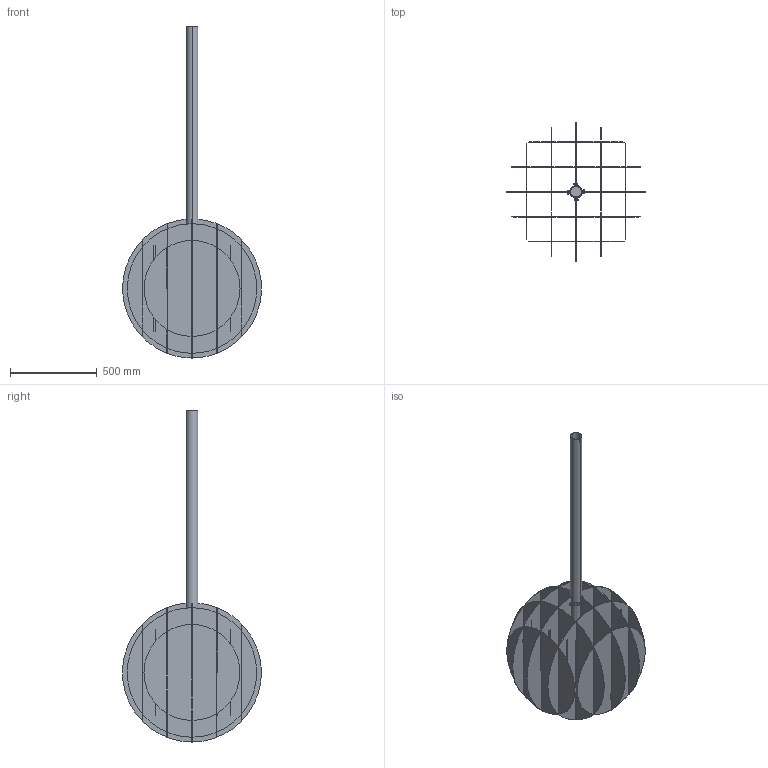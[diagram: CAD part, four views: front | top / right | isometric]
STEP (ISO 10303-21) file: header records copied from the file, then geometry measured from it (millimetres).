
FILE_DESCRIPTION (( 'STEP AP203' ), '1' );
FILE_NAME ('Leuchtkörper.STEP', '2015-04-02T12:56:30', ( 'Rendern' ), ( '' ), 'SwSTEP 2.0', 'SolidWorks 2015', '' );
FILE_SCHEMA (( 'CONFIG_CONTROL_DESIGN' ));
Length unit declared in the file: millimetre
Products named in the file (12): Masthalterung; M 6 x 10; Sechskant-Sicherungsmutter ISO 7040_DIN EN ISO 7040 - M6 - N; LED Aufnahme; Abdeckung LED Schiene; Scheibe_Mastaufnahme 1; Led IP 68; Scheibe_Mastaufnahme 2; Befestigungsrohr; Leuchtkörper; Scheibe_Aussen; Scheibe_Rechts+Links der Mitte
Assembly tree (66 placements, depth 3):
  Leuchtkörper
    Scheibe_Mastaufnahme 1
    Scheibe_Mastaufnahme 2
    Scheibe_Rechts+Links der Mitte  x4
    Scheibe_Aussen  x4
    Befestigungsrohr
    Masthalterung  x4
    M 6 x 10  x4
    Sechskant-Sicherungsmutter ISO 7040_DIN EN ISO 7040 - M6 - N  x4
    Led IP 68  x41
      LED Aufnahme
      Abdeckung LED Schiene
Bounding box: 799.46 x 799.46 x 1910 mm (x, y, z)
Volume: 8269558.3 mm3; surface area: 8378290.1 mm2
Topology: 105 solids, 105 shells, 1667 faces, 4234 edges, 2790 vertices
Faces by surface type: plane 1367, cylinder 218, cone 64, torus 18
Entity records: 9603 total; most frequent: CARTESIAN_POINT 1422, DIRECTION 1217, ORIENTED_EDGE 1070, EDGE_CURVE 535, AXIS2_PLACEMENT_3D 435, VERTEX_POINT 348, VECTOR 347, LINE 347
